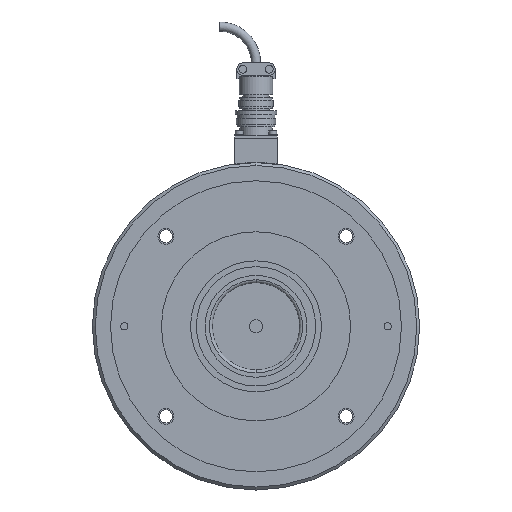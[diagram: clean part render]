
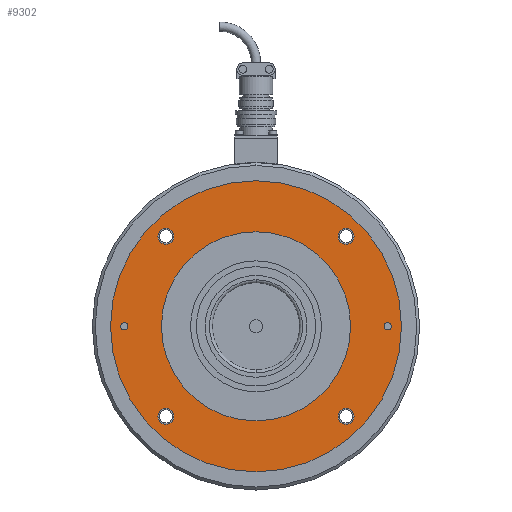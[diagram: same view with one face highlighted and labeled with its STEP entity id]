
A CAD part, left-side view. The second image highlights one B-rep face of the part: STEP entity #9302.
In plain terms, the highlighted face is planar.
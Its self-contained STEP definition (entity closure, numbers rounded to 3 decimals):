
#8652=CARTESIAN_POINT('',(3.1,100.0,0.0));
#8653=VERTEX_POINT('',#8652);
#8662=CARTESIAN_POINT('',(3.1,-100.0,0.));
#8663=VERTEX_POINT('',#8662);
#8664=CARTESIAN_POINT('',(3.1,0.0,0.0));
#8665=DIRECTION('',(1.0,0.0,0.0));
#8666=DIRECTION('',(0.0,1.0,0.0));
#8667=AXIS2_PLACEMENT_3D('',#8664,#8665,#8666);
#8668=CIRCLE('',#8667,100.0);
#8669=EDGE_CURVE('',#8663,#8653,#8668,.T.);
#8822=CARTESIAN_POINT('',(3.1,65.0,0.0));
#8823=VERTEX_POINT('',#8822);
#8839=CARTESIAN_POINT('',(3.1,-65.0,0.));
#8840=VERTEX_POINT('',#8839);
#8847=CARTESIAN_POINT('',(3.1,0.0,0.0));
#8848=DIRECTION('',(1.0,0.0,0.0));
#8849=DIRECTION('',(0.0,1.0,0.0));
#8850=AXIS2_PLACEMENT_3D('',#8847,#8848,#8849);
#8851=CIRCLE('',#8850,65.0);
#8852=EDGE_CURVE('',#8840,#8823,#8851,.T.);
#8864=CARTESIAN_POINT('',(3.1,61.872,-56.372));
#8865=VERTEX_POINT('',#8864);
#8881=CARTESIAN_POINT('',(3.1,61.872,-67.372));
#8882=VERTEX_POINT('',#8881);
#8889=CARTESIAN_POINT('',(3.1,61.872,-61.872));
#8890=DIRECTION('',(-1.0,0.0,0.0));
#8891=DIRECTION('',(0.0,0.0,1.0));
#8892=AXIS2_PLACEMENT_3D('',#8889,#8890,#8891);
#8893=CIRCLE('',#8892,5.5);
#8894=EDGE_CURVE('',#8865,#8882,#8893,.T.);
#8906=CARTESIAN_POINT('',(3.1,90.5,2.5));
#8907=VERTEX_POINT('',#8906);
#8923=CARTESIAN_POINT('',(3.1,90.5,-2.5));
#8924=VERTEX_POINT('',#8923);
#8931=CARTESIAN_POINT('',(3.1,90.5,0.));
#8932=DIRECTION('',(-1.0,0.0,0.0));
#8933=DIRECTION('',(0.0,0.0,1.0));
#8934=AXIS2_PLACEMENT_3D('',#8931,#8932,#8933);
#8935=CIRCLE('',#8934,2.5);
#8936=EDGE_CURVE('',#8907,#8924,#8935,.T.);
#8948=CARTESIAN_POINT('',(3.1,-56.372,-61.872));
#8949=VERTEX_POINT('',#8948);
#8965=CARTESIAN_POINT('',(3.1,-67.372,-61.872));
#8966=VERTEX_POINT('',#8965);
#8973=CARTESIAN_POINT('',(3.1,-61.872,-61.872));
#8974=DIRECTION('',(-1.0,0.0,0.0));
#8975=DIRECTION('',(0.0,1.0,0.0));
#8976=AXIS2_PLACEMENT_3D('',#8973,#8974,#8975);
#8977=CIRCLE('',#8976,5.5);
#8978=EDGE_CURVE('',#8949,#8966,#8977,.T.);
#8990=CARTESIAN_POINT('',(3.1,-61.872,56.372));
#8991=VERTEX_POINT('',#8990);
#9007=CARTESIAN_POINT('',(3.1,-61.872,67.372));
#9008=VERTEX_POINT('',#9007);
#9015=CARTESIAN_POINT('',(3.1,-61.872,61.872));
#9016=DIRECTION('',(-1.0,0.0,0.0));
#9017=DIRECTION('',(0.0,0.0,-1.0));
#9018=AXIS2_PLACEMENT_3D('',#9015,#9016,#9017);
#9019=CIRCLE('',#9018,5.5);
#9020=EDGE_CURVE('',#8991,#9008,#9019,.T.);
#9032=CARTESIAN_POINT('',(3.1,56.372,61.872));
#9033=VERTEX_POINT('',#9032);
#9049=CARTESIAN_POINT('',(3.1,67.372,61.872));
#9050=VERTEX_POINT('',#9049);
#9057=CARTESIAN_POINT('',(3.1,61.872,61.872));
#9058=DIRECTION('',(-1.0,0.0,0.0));
#9059=DIRECTION('',(0.0,-1.0,0.0));
#9060=AXIS2_PLACEMENT_3D('',#9057,#9058,#9059);
#9061=CIRCLE('',#9060,5.5);
#9062=EDGE_CURVE('',#9033,#9050,#9061,.T.);
#9074=CARTESIAN_POINT('',(3.1,-90.5,-2.5));
#9075=VERTEX_POINT('',#9074);
#9091=CARTESIAN_POINT('',(3.1,-90.5,2.5));
#9092=VERTEX_POINT('',#9091);
#9099=CARTESIAN_POINT('',(3.1,-90.5,0.));
#9100=DIRECTION('',(-1.0,0.0,0.0));
#9101=DIRECTION('',(0.0,0.0,-1.0));
#9102=AXIS2_PLACEMENT_3D('',#9099,#9100,#9101);
#9103=CIRCLE('',#9102,2.5);
#9104=EDGE_CURVE('',#9075,#9092,#9103,.T.);
#9115=CARTESIAN_POINT('',(3.1,-90.5,0.));
#9116=DIRECTION('',(-1.0,0.0,0.0));
#9117=DIRECTION('',(0.0,0.0,-1.0));
#9118=AXIS2_PLACEMENT_3D('',#9115,#9116,#9117);
#9119=CIRCLE('',#9118,2.5);
#9120=EDGE_CURVE('',#9092,#9075,#9119,.T.);
#9139=CARTESIAN_POINT('',(3.1,61.872,61.872));
#9140=DIRECTION('',(-1.0,0.0,0.0));
#9141=DIRECTION('',(0.0,-1.0,0.0));
#9142=AXIS2_PLACEMENT_3D('',#9139,#9140,#9141);
#9143=CIRCLE('',#9142,5.5);
#9144=EDGE_CURVE('',#9050,#9033,#9143,.T.);
#9163=CARTESIAN_POINT('',(3.1,-61.872,61.872));
#9164=DIRECTION('',(-1.0,0.0,0.0));
#9165=DIRECTION('',(0.0,0.0,-1.0));
#9166=AXIS2_PLACEMENT_3D('',#9163,#9164,#9165);
#9167=CIRCLE('',#9166,5.5);
#9168=EDGE_CURVE('',#9008,#8991,#9167,.T.);
#9187=CARTESIAN_POINT('',(3.1,-61.872,-61.872));
#9188=DIRECTION('',(-1.0,0.0,0.0));
#9189=DIRECTION('',(0.0,1.0,0.0));
#9190=AXIS2_PLACEMENT_3D('',#9187,#9188,#9189);
#9191=CIRCLE('',#9190,5.5);
#9192=EDGE_CURVE('',#8966,#8949,#9191,.T.);
#9211=CARTESIAN_POINT('',(3.1,90.5,0.));
#9212=DIRECTION('',(-1.0,0.0,0.0));
#9213=DIRECTION('',(0.0,0.0,1.0));
#9214=AXIS2_PLACEMENT_3D('',#9211,#9212,#9213);
#9215=CIRCLE('',#9214,2.5);
#9216=EDGE_CURVE('',#8924,#8907,#9215,.T.);
#9235=CARTESIAN_POINT('',(3.1,61.872,-61.872));
#9236=DIRECTION('',(-1.0,0.0,0.0));
#9237=DIRECTION('',(0.0,0.0,1.0));
#9238=AXIS2_PLACEMENT_3D('',#9235,#9236,#9237);
#9239=CIRCLE('',#9238,5.5);
#9240=EDGE_CURVE('',#8882,#8865,#9239,.T.);
#9253=CARTESIAN_POINT('',(3.1,-110.0,110.0));
#9254=DIRECTION('',(1.0,0.0,0.0));
#9255=DIRECTION('',(0.0,0.0,-1.0));
#9256=AXIS2_PLACEMENT_3D('',#9253,#9254,#9255);
#9257=PLANE('',#9256);
#9258=CARTESIAN_POINT('',(3.1,0.0,0.0));
#9259=DIRECTION('',(1.0,0.0,0.0));
#9260=DIRECTION('',(0.0,1.0,0.0));
#9261=AXIS2_PLACEMENT_3D('',#9258,#9259,#9260);
#9262=CIRCLE('',#9261,100.0);
#9263=EDGE_CURVE('',#8653,#8663,#9262,.T.);
#9264=ORIENTED_EDGE('',*,*,#9263,.T.);
#9265=ORIENTED_EDGE('',*,*,#8669,.T.);
#9266=EDGE_LOOP('',(#9264,#9265));
#9267=FACE_OUTER_BOUND('',#9266,.T.);
#9268=ORIENTED_EDGE('',*,*,#9120,.T.);
#9269=ORIENTED_EDGE('',*,*,#9104,.T.);
#9270=EDGE_LOOP('',(#9268,#9269));
#9271=FACE_BOUND('',#9270,.T.);
#9272=ORIENTED_EDGE('',*,*,#9144,.T.);
#9273=ORIENTED_EDGE('',*,*,#9062,.T.);
#9274=EDGE_LOOP('',(#9272,#9273));
#9275=FACE_BOUND('',#9274,.T.);
#9276=ORIENTED_EDGE('',*,*,#9168,.T.);
#9277=ORIENTED_EDGE('',*,*,#9020,.T.);
#9278=EDGE_LOOP('',(#9276,#9277));
#9279=FACE_BOUND('',#9278,.T.);
#9280=ORIENTED_EDGE('',*,*,#9192,.T.);
#9281=ORIENTED_EDGE('',*,*,#8978,.T.);
#9282=EDGE_LOOP('',(#9280,#9281));
#9283=FACE_BOUND('',#9282,.T.);
#9284=ORIENTED_EDGE('',*,*,#9216,.T.);
#9285=ORIENTED_EDGE('',*,*,#8936,.T.);
#9286=EDGE_LOOP('',(#9284,#9285));
#9287=FACE_BOUND('',#9286,.T.);
#9288=ORIENTED_EDGE('',*,*,#9240,.T.);
#9289=ORIENTED_EDGE('',*,*,#8894,.T.);
#9290=EDGE_LOOP('',(#9288,#9289));
#9291=FACE_BOUND('',#9290,.T.);
#9292=CARTESIAN_POINT('',(3.1,0.0,0.0));
#9293=DIRECTION('',(1.0,0.0,0.0));
#9294=DIRECTION('',(0.0,1.0,0.0));
#9295=AXIS2_PLACEMENT_3D('',#9292,#9293,#9294);
#9296=CIRCLE('',#9295,65.0);
#9297=EDGE_CURVE('',#8823,#8840,#9296,.T.);
#9298=ORIENTED_EDGE('',*,*,#9297,.F.);
#9299=ORIENTED_EDGE('',*,*,#8852,.F.);
#9300=EDGE_LOOP('',(#9298,#9299));
#9301=FACE_BOUND('',#9300,.T.);
#9302=ADVANCED_FACE('',(#9267,#9271,#9275,#9279,#9283,#9287,#9291,#9301),#9257,.T.);
